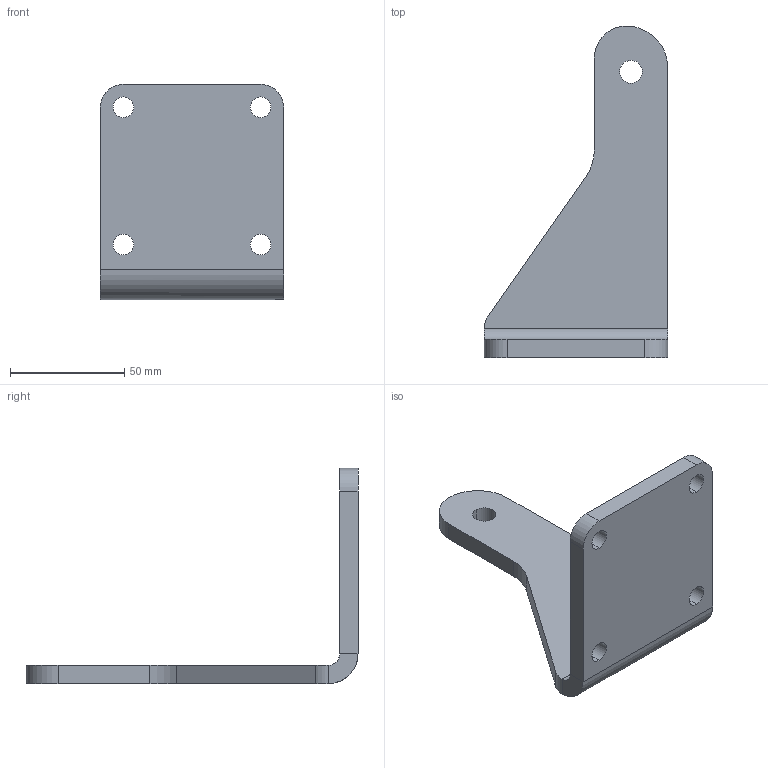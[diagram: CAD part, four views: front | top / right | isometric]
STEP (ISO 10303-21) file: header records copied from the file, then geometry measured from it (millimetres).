
FILE_DESCRIPTION (( 'STEP AP214' ), '1' );
FILE_NAME ('32063V175_Pfostenbeschlag rechts twist.STEP', '2016-10-18T05:36:27', ( 'admin' ), ( '' ), 'SwSTEP 2.0', 'SolidWorks 2016', '' );
FILE_SCHEMA (( 'AUTOMOTIVE_DESIGN' ));
Length unit declared in the file: millimetre
Products named in the file (1): 32063V175_Pfostenbeschlag rechts twist
Bounding box: 80 x 145 x 94 mm (x, y, z)
Volume: 105115.4 mm3; surface area: 31902.9 mm2
Topology: 1 solids, 1 shells, 31 faces, 79 edges, 50 vertices
Faces by surface type: cylinder 18, plane 12, bspline 1
Entity records: 1172 total; most frequent: CARTESIAN_POINT 180, DIRECTION 173, ORIENTED_EDGE 158, EDGE_CURVE 79, AXIS2_PLACEMENT_3D 67, VERTEX_POINT 50, EDGE_LOOP 41, VECTOR 39
